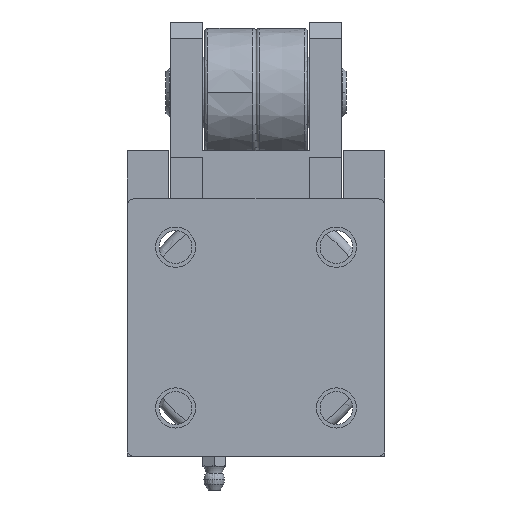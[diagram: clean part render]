
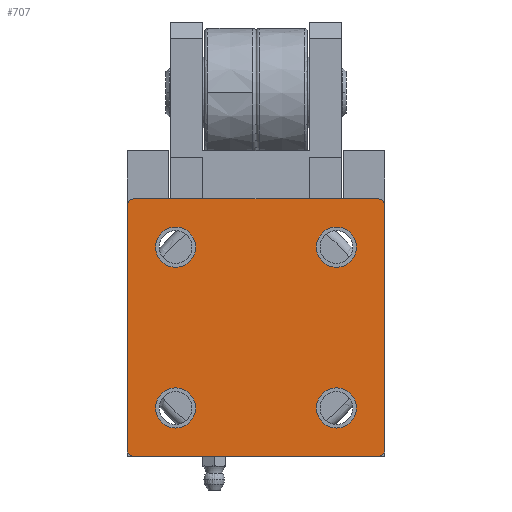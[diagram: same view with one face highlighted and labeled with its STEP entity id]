
A CAD part, left-side view. The second image highlights one B-rep face of the part: STEP entity #707.
In plain terms, the highlighted planar face has unit normal (-1, 0, 0).
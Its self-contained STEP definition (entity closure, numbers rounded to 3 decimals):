
#707=ADVANCED_FACE('',(#1599,#1600,#1601,#1602,#1603),#1604,.T.);
#1599=FACE_OUTER_BOUND('',#2917,.T.);
#1600=FACE_BOUND('',#2918,.T.);
#1601=FACE_BOUND('',#2919,.T.);
#1602=FACE_BOUND('',#2920,.T.);
#1603=FACE_BOUND('',#2921,.T.);
#1604=PLANE('',#2922);
#2917=EDGE_LOOP('',(#4759,#4760,#4761,#4762,#4763,#4764,#4765,#4766));
#2918=EDGE_LOOP('',(#4767,#4768));
#2919=EDGE_LOOP('',(#4769,#4770));
#2920=EDGE_LOOP('',(#4771,#4772));
#2921=EDGE_LOOP('',(#4773,#4774));
#2922=AXIS2_PLACEMENT_3D('',#4775,#4776,#4777);
#4759=ORIENTED_EDGE('',*,*,#6164,.T.);
#4760=ORIENTED_EDGE('',*,*,#6170,.T.);
#4761=ORIENTED_EDGE('',*,*,#6171,.T.);
#4762=ORIENTED_EDGE('',*,*,#6172,.T.);
#4763=ORIENTED_EDGE('',*,*,#6144,.T.);
#4764=ORIENTED_EDGE('',*,*,#6136,.T.);
#4765=ORIENTED_EDGE('',*,*,#6132,.T.);
#4766=ORIENTED_EDGE('',*,*,#6168,.T.);
#4767=ORIENTED_EDGE('',*,*,#6080,.T.);
#4768=ORIENTED_EDGE('',*,*,#5783,.T.);
#4769=ORIENTED_EDGE('',*,*,#6077,.T.);
#4770=ORIENTED_EDGE('',*,*,#5788,.T.);
#4771=ORIENTED_EDGE('',*,*,#6074,.T.);
#4772=ORIENTED_EDGE('',*,*,#5793,.T.);
#4773=ORIENTED_EDGE('',*,*,#6083,.T.);
#4774=ORIENTED_EDGE('',*,*,#5778,.T.);
#4775=CARTESIAN_POINT('',(-0.5,0.,0.));
#4776=DIRECTION('',(-1.0,0.,0.));
#4777=DIRECTION('',(0.,1.0,0.));
#5778=EDGE_CURVE('',#6750,#6747,#6751,.T.);
#5783=EDGE_CURVE('',#6759,#6756,#6760,.T.);
#5788=EDGE_CURVE('',#6768,#6765,#6769,.T.);
#5793=EDGE_CURVE('',#6777,#6774,#6778,.T.);
#6074=EDGE_CURVE('',#6774,#6777,#7183,.T.);
#6077=EDGE_CURVE('',#6765,#6768,#7186,.T.);
#6080=EDGE_CURVE('',#6756,#6759,#7189,.T.);
#6083=EDGE_CURVE('',#6747,#6750,#7192,.T.);
#6132=EDGE_CURVE('',#7240,#7253,#7255,.T.);
#6136=EDGE_CURVE('',#7257,#7240,#7261,.T.);
#6144=EDGE_CURVE('',#7265,#7257,#7273,.T.);
#6164=EDGE_CURVE('',#7299,#7307,#7309,.T.);
#6168=EDGE_CURVE('',#7253,#7299,#7313,.T.);
#6170=EDGE_CURVE('',#7307,#7315,#7316,.T.);
#6171=EDGE_CURVE('',#7315,#7317,#7318,.T.);
#6172=EDGE_CURVE('',#7317,#7265,#7319,.T.);
#6747=VERTEX_POINT('',#8326);
#6750=VERTEX_POINT('',#8330);
#6751=CIRCLE('',#8331,6.25);
#6756=VERTEX_POINT('',#8337);
#6759=VERTEX_POINT('',#8341);
#6760=CIRCLE('',#8342,6.25);
#6765=VERTEX_POINT('',#8348);
#6768=VERTEX_POINT('',#8352);
#6769=CIRCLE('',#8353,6.25);
#6774=VERTEX_POINT('',#8359);
#6777=VERTEX_POINT('',#8363);
#6778=CIRCLE('',#8364,6.25);
#7183=CIRCLE('',#9023,6.25);
#7186=CIRCLE('',#9026,6.25);
#7189=CIRCLE('',#9029,6.25);
#7192=CIRCLE('',#9032,6.25);
#7240=VERTEX_POINT('',#9122);
#7253=VERTEX_POINT('',#9141);
#7255=LINE('',#9144,#9145);
#7257=VERTEX_POINT('',#9147);
#7261=CIRCLE('',#9152,2.0);
#7265=VERTEX_POINT('',#9157);
#7273=LINE('',#9169,#9170);
#7299=VERTEX_POINT('',#9208);
#7307=VERTEX_POINT('',#9220);
#7309=LINE('',#9223,#9224);
#7313=CIRCLE('',#9228,2.0);
#7315=VERTEX_POINT('',#9230);
#7316=CIRCLE('',#9231,2.0);
#7317=VERTEX_POINT('',#9232);
#7318=LINE('',#9233,#9234);
#7319=CIRCLE('',#9235,2.0);
#8326=CARTESIAN_POINT('',(-0.5,-18.75,25.0));
#8330=CARTESIAN_POINT('',(-0.5,-31.25,25.0));
#8331=AXIS2_PLACEMENT_3D('',#10048,#10049,#10050);
#8337=CARTESIAN_POINT('',(-0.5,31.25,25.0));
#8341=CARTESIAN_POINT('',(-0.5,18.75,25.0));
#8342=AXIS2_PLACEMENT_3D('',#10056,#10057,#10058);
#8348=CARTESIAN_POINT('',(-0.5,-18.75,-25.0));
#8352=CARTESIAN_POINT('',(-0.5,-31.25,-25.0));
#8353=AXIS2_PLACEMENT_3D('',#10064,#10065,#10066);
#8359=CARTESIAN_POINT('',(-0.5,31.25,-25.0));
#8363=CARTESIAN_POINT('',(-0.5,18.75,-25.0));
#8364=AXIS2_PLACEMENT_3D('',#10072,#10073,#10074);
#9023=AXIS2_PLACEMENT_3D('',#10521,#10522,#10523);
#9026=AXIS2_PLACEMENT_3D('',#10527,#10528,#10529);
#9029=AXIS2_PLACEMENT_3D('',#10533,#10534,#10535);
#9032=AXIS2_PLACEMENT_3D('',#10539,#10540,#10541);
#9122=CARTESIAN_POINT('',(-0.5,38.0,-40.0));
#9141=CARTESIAN_POINT('',(-0.5,-38.0,-40.0));
#9144=CARTESIAN_POINT('',(-0.5,38.0,-40.0));
#9145=VECTOR('',#10591,76.0);
#9147=CARTESIAN_POINT('',(-0.5,40.0,-38.0));
#9152=AXIS2_PLACEMENT_3D('',#10596,#10597,#10598);
#9157=CARTESIAN_POINT('',(-0.5,40.0,38.0));
#9169=CARTESIAN_POINT('',(-0.5,40.0,38.0));
#9170=VECTOR('',#10604,76.0);
#9208=CARTESIAN_POINT('',(-0.5,-40.0,-38.0));
#9220=CARTESIAN_POINT('',(-0.5,-40.0,38.0));
#9223=CARTESIAN_POINT('',(-0.5,-40.0,-38.0));
#9224=VECTOR('',#10622,76.0);
#9228=AXIS2_PLACEMENT_3D('',#10626,#10627,#10628);
#9230=CARTESIAN_POINT('',(-0.5,-38.0,40.0));
#9231=AXIS2_PLACEMENT_3D('',#10629,#10630,#10631);
#9232=CARTESIAN_POINT('',(-0.5,38.0,40.0));
#9233=CARTESIAN_POINT('',(-0.5,-38.0,40.0));
#9234=VECTOR('',#10632,76.0);
#9235=AXIS2_PLACEMENT_3D('',#10633,#10634,#10635);
#10048=CARTESIAN_POINT('',(-0.5,-25.0,25.0));
#10049=DIRECTION('',(1.0,0.,0.));
#10050=DIRECTION('',(0.,1.0,0.));
#10056=CARTESIAN_POINT('',(-0.5,25.0,25.0));
#10057=DIRECTION('',(1.0,0.,0.));
#10058=DIRECTION('',(0.,1.0,0.));
#10064=CARTESIAN_POINT('',(-0.5,-25.0,-25.0));
#10065=DIRECTION('',(1.0,0.,0.));
#10066=DIRECTION('',(0.,1.0,0.));
#10072=CARTESIAN_POINT('',(-0.5,25.0,-25.0));
#10073=DIRECTION('',(1.0,0.,0.));
#10074=DIRECTION('',(0.,1.0,0.));
#10521=CARTESIAN_POINT('',(-0.5,25.0,-25.0));
#10522=DIRECTION('',(1.0,0.,0.));
#10523=DIRECTION('',(0.,1.0,0.));
#10527=CARTESIAN_POINT('',(-0.5,-25.0,-25.0));
#10528=DIRECTION('',(1.0,0.,0.));
#10529=DIRECTION('',(0.,1.0,0.));
#10533=CARTESIAN_POINT('',(-0.5,25.0,25.0));
#10534=DIRECTION('',(1.0,0.,0.));
#10535=DIRECTION('',(0.,1.0,0.));
#10539=CARTESIAN_POINT('',(-0.5,-25.0,25.0));
#10540=DIRECTION('',(1.0,0.,0.));
#10541=DIRECTION('',(0.,1.0,0.));
#10591=DIRECTION('',(0.,-1.0,0.));
#10596=CARTESIAN_POINT('',(-0.5,38.0,-38.0));
#10597=DIRECTION('',(-1.0,0.,0.));
#10598=DIRECTION('',(0.,-1.0,0.));
#10604=DIRECTION('',(0.,0.0,-1.0));
#10622=DIRECTION('',(0.,0.0,1.0));
#10626=CARTESIAN_POINT('',(-0.5,-38.0,-38.0));
#10627=DIRECTION('',(-1.0,0.,0.));
#10628=DIRECTION('',(0.,-1.0,0.));
#10629=CARTESIAN_POINT('',(-0.5,-38.0,38.0));
#10630=DIRECTION('',(-1.0,0.,0.));
#10631=DIRECTION('',(0.,-1.0,0.));
#10632=DIRECTION('',(0.,1.0,0.));
#10633=CARTESIAN_POINT('',(-0.5,38.0,38.0));
#10634=DIRECTION('',(-1.0,0.,0.));
#10635=DIRECTION('',(0.,-1.0,0.));
